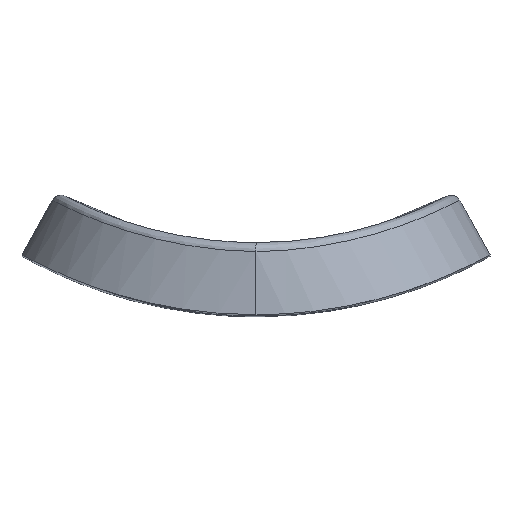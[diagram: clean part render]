
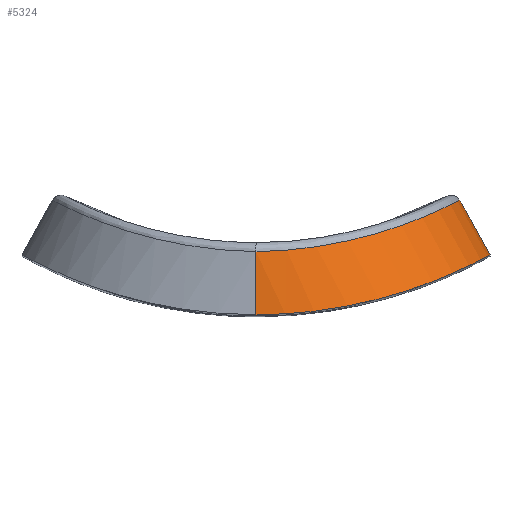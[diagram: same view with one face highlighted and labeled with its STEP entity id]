
A CAD part, top view. The second image highlights one B-rep face of the part: STEP entity #5324.
In plain terms, the highlighted cylindrical face has radius 12 mm (diameter 24 mm), a partial arc.
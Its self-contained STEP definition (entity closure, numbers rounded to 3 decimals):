
#68 = CARTESIAN_POINT ( 'NONE',  ( 10.455, 5.891, 20.744 ) ) ;
#111 = CARTESIAN_POINT ( 'NONE',  ( 7.131, 4.464, 28.601 ) ) ;
#229 = CARTESIAN_POINT ( 'NONE',  ( 0., 0., 32. ) ) ;
#245 = CARTESIAN_POINT ( 'NONE',  ( 1.824, 3.329, 31.57 ) ) ;
#335 = DIRECTION ( 'NONE',  ( 0.876, 0.482, 0. ) ) ;
#622 = AXIS2_PLACEMENT_3D ( 'NONE', #13376, #13230, #335 ) ;
#840 = CARTESIAN_POINT ( 'NONE',  ( 8.914, 1.648, 28.374 ) ) ;
#1143 = CARTESIAN_POINT ( 'NONE',  ( 9.493, 5.415, 25.013 ) ) ;
#1235 = CARTESIAN_POINT ( 'NONE',  ( 2.886, 3.446, 31.266 ) ) ;
#1385 = CARTESIAN_POINT ( 'NONE',  ( 6.615, 4.293, 29.092 ) ) ;
#1712 = VERTEX_POINT ( 'NONE', #10645 ) ;
#1886 = CARTESIAN_POINT ( 'NONE',  ( 11.29, 2.706, 24.337 ) ) ;
#2215 = EDGE_LOOP ( 'NONE', ( #13950, #7417, #12233, #5884 ) ) ;
#2336 = CARTESIAN_POINT ( 'NONE',  ( 5.468, 3.97, 29.959 ) ) ;
#2466 = CARTESIAN_POINT ( 'NONE',  ( 0., 2.16, 31.966 ) ) ;
#2479 = CARTESIAN_POINT ( 'NONE',  ( 3.563, 3.554, 31.006 ) ) ;
#3035 = CARTESIAN_POINT ( 'NONE',  ( 9.172, 1.749, 28.082 ) ) ;
#3037 = VERTEX_POINT ( 'NONE', #8350 ) ;
#3089 = CARTESIAN_POINT ( 'NONE',  ( 9.659, 1.948, 27.467 ) ) ;
#3507 = EDGE_CURVE ( 'NONE', #13260, #1712, #8029, .T. ) ;
#3573 = CARTESIAN_POINT ( 'NONE',  ( 4.535, 3.749, 30.522 ) ) ;
#4123 = CARTESIAN_POINT ( 'NONE',  ( 7.494, 1.144, 29.694 ) ) ;
#4170 = CARTESIAN_POINT ( 'NONE',  ( 4.353, 0.381, 31.321 ) ) ;
#4288 = CARTESIAN_POINT ( 'NONE',  ( 10.394, 5.859, 21.476 ) ) ;
#4430 = CARTESIAN_POINT ( 'NONE',  ( 8.472, 4.97, 26.91 ) ) ;
#4551 = EDGE_CURVE ( 'NONE', #1712, #3037, #9282, .T. ) ;
#4896 = VERTEX_POINT ( 'NONE', #10757 ) ;
#5209 = CARTESIAN_POINT ( 'NONE',  ( 3.974, 0.316, 31.443 ) ) ;
#5241 = EDGE_CURVE ( 'NONE', #4896, #3037, #10296, .T. ) ;
#5256 = CARTESIAN_POINT ( 'NONE',  ( 12., 3.082, 20. ) ) ;
#5324 = ADVANCED_FACE ( 'NONE', ( #8592 ), #10819, .T. ) ;
#5556 = CARTESIAN_POINT ( 'NONE',  ( 1.462, 3.297, 31.657 ) ) ;
#5884 = ORIENTED_EDGE ( 'NONE', *, *, #3507, .F. ) ;
#6217 = CARTESIAN_POINT ( 'NONE',  ( 10.865, 2.493, 25.449 ) ) ;
#6311 = CARTESIAN_POINT ( 'NONE',  ( 2.803, 0.155, 31.736 ) ) ;
#6767 = CARTESIAN_POINT ( 'NONE',  ( 12., 3.082, 20. ) ) ;
#6846 = CARTESIAN_POINT ( 'NONE',  ( 0., 1.081, 32. ) ) ;
#7324 = CARTESIAN_POINT ( 'NONE',  ( 10.517, 2.325, 26.15 ) ) ;
#7375 = CARTESIAN_POINT ( 'NONE',  ( 11.628, 2.882, 23.181 ) ) ;
#7417 = ORIENTED_EDGE ( 'NONE', *, *, #5241, .T. ) ;
#7427 = CARTESIAN_POINT ( 'NONE',  ( 0., 0., 32. ) ) ;
#7684 = CARTESIAN_POINT ( 'NONE',  ( 9.96, 5.64, 23.624 ) ) ;
#7772 = CARTESIAN_POINT ( 'NONE',  ( 5.765, 4.05, 29.752 ) ) ;
#8029 = B_SPLINE_CURVE_WITH_KNOTS ( 'NONE', 3,
 ( #5256, #8376, #9552, #12743, #7375, #11819, #1886, #6217, #7324, #11721, #3089, #3035, #840, #10669, #4123, #12842, #11772, #4170, #5209, #9602, #6311, #13935, #10710, #7427 ),
 .UNSPECIFIED., .F., .F.,
 ( 4, 2, 2, 2, 2, 2, 2, 2, 2, 2, 2, 4 ),
 ( 0., 0.002, 0.004, 0.005, 0.007, 0.008, 0.01, 0.012, 0.014, 0.016, 0.017, 0.019 ),
 .UNSPECIFIED. ) ;
#8350 = CARTESIAN_POINT ( 'NONE',  ( 0., 3.231, 31.899 ) ) ;
#8376 = CARTESIAN_POINT ( 'NONE',  ( 12., 3.082, 20.813 ) ) ;
#8592 = FACE_OUTER_BOUND ( 'NONE', #2215, .T. ) ;
#8720 = CARTESIAN_POINT ( 'NONE',  ( 10.14, 5.73, 22.915 ) ) ;
#8767 = CARTESIAN_POINT ( 'NONE',  ( 9.196, 5.278, 25.67 ) ) ;
#8926 = CARTESIAN_POINT ( 'NONE',  ( 12., 3.082, 20. ) ) ;
#9282 =( BOUNDED_CURVE ( )  B_SPLINE_CURVE ( 3, ( #229, #6846, #2466, #11238 ),
 .UNSPECIFIED., .F., .T. ) 
 B_SPLINE_CURVE_WITH_KNOTS ( ( 4, 4 ),
 ( 4.712, 4.843 ),
 .UNSPECIFIED. ) 
 CURVE ( )  GEOMETRIC_REPRESENTATION_ITEM ( )  RATIONAL_B_SPLINE_CURVE ( ( 1., 0.999, 0.999, 1. ) ) 
 REPRESENTATION_ITEM ( '' )  );
#9552 = CARTESIAN_POINT ( 'NONE',  ( 11.928, 3.043, 21.613 ) ) ;
#9602 = CARTESIAN_POINT ( 'NONE',  ( 3.198, 0.203, 31.65 ) ) ;
#9816 = CARTESIAN_POINT ( 'NONE',  ( 9.854, 5.588, 23.978 ) ) ;
#9871 = CARTESIAN_POINT ( 'NONE',  ( 10.215, 5.768, 22.557 ) ) ;
#9915 = CARTESIAN_POINT ( 'NONE',  ( 4.851, 3.82, 30.345 ) ) ;
#10093 = CARTESIAN_POINT ( 'NONE',  ( 0.736, 3.251, 31.799 ) ) ;
#10296 = B_SPLINE_CURVE_WITH_KNOTS ( 'NONE', 3,
 ( #10837, #68, #4288, #9871, #8720, #7684, #9816, #1143, #8767, #10982, #4430, #12067, #13145, #111, #1385, #7772, #2336, #9915, #3573, #2479, #1235, #245, #5556, #10093, #11201, #12113 ),
 .UNSPECIFIED., .F., .F.,
 ( 4, 2, 2, 2, 2, 2, 2, 2, 2, 2, 2, 2, 4 ),
 ( 0., 0.002, 0.003, 0.004, 0.007, 0.008, 0.009, 0.011, 0.012, 0.013, 0.015, 0.016, 0.018 ),
 .UNSPECIFIED. ) ;
#10342 = EDGE_CURVE ( 'NONE', #4896, #13260, #13974, .T. ) ;
#10645 = CARTESIAN_POINT ( 'NONE',  ( 0., 0., 32. ) ) ;
#10669 = CARTESIAN_POINT ( 'NONE',  ( 8.097, 1.346, 29.202 ) ) ;
#10710 = CARTESIAN_POINT ( 'NONE',  ( 0.813, 0., 32. ) ) ;
#10757 = CARTESIAN_POINT ( 'NONE',  ( 10.455, 5.891, 20. ) ) ;
#10819 = CYLINDRICAL_SURFACE ( 'NONE', #622, 12. ) ;
#10837 = CARTESIAN_POINT ( 'NONE',  ( 10.455, 5.891, 20. ) ) ;
#10982 = CARTESIAN_POINT ( 'NONE',  ( 8.664, 5.05, 26.606 ) ) ;
#11201 = CARTESIAN_POINT ( 'NONE',  ( 0.369, 3.237, 31.856 ) ) ;
#11238 = CARTESIAN_POINT ( 'NONE',  ( 0., 3.231, 31.899 ) ) ;
#11721 = CARTESIAN_POINT ( 'NONE',  ( 9.888, 2.046, 27.144 ) ) ;
#11772 = CARTESIAN_POINT ( 'NONE',  ( 5.461, 0.595, 30.903 ) ) ;
#11819 = CARTESIAN_POINT ( 'NONE',  ( 11.415, 2.77, 23.954 ) ) ;
#12067 = CARTESIAN_POINT ( 'NONE',  ( 8.056, 4.805, 27.5 ) ) ;
#12113 = CARTESIAN_POINT ( 'NONE',  ( 0., 3.231, 31.899 ) ) ;
#12233 = ORIENTED_EDGE ( 'NONE', *, *, #4551, .F. ) ;
#12743 = CARTESIAN_POINT ( 'NONE',  ( 11.717, 2.929, 22.792 ) ) ;
#12842 = CARTESIAN_POINT ( 'NONE',  ( 6.164, 0.765, 30.552 ) ) ;
#13145 = CARTESIAN_POINT ( 'NONE',  ( 7.833, 4.719, 27.787 ) ) ;
#13230 = DIRECTION ( 'NONE',  ( 0.482, -0.876, 0. ) ) ;
#13260 = VERTEX_POINT ( 'NONE', #8926 ) ;
#13292 = DIRECTION ( 'NONE',  ( 0.482, -0.876, 0. ) ) ;
#13376 = CARTESIAN_POINT ( 'NONE',  ( -10.515, 19.117, 20. ) ) ;
#13453 = VECTOR ( 'NONE', #13292, 1000. ) ;
#13935 = CARTESIAN_POINT ( 'NONE',  ( 1.616, 0.04, 31.937 ) ) ;
#13950 = ORIENTED_EDGE ( 'NONE', *, *, #10342, .F. ) ;
#13974 = LINE ( 'NONE', #6767, #13453 ) ;
